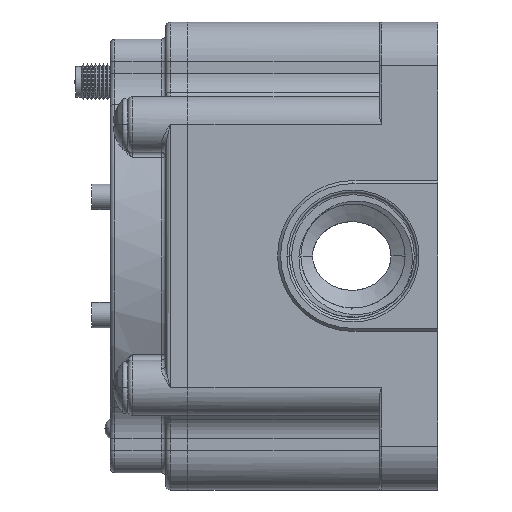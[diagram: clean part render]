
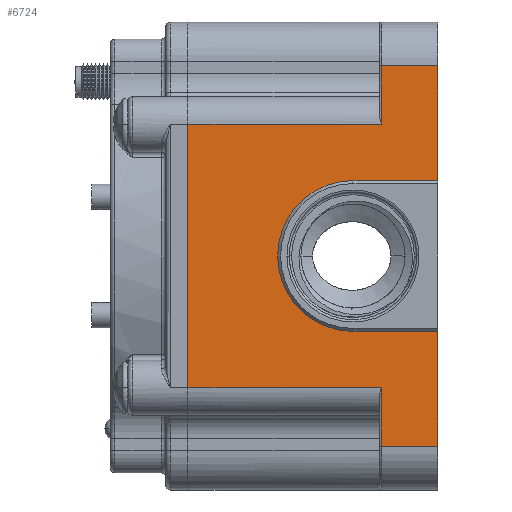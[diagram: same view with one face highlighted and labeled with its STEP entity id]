
A CAD part, left-side view. The second image highlights one B-rep face of the part: STEP entity #6724.
In plain terms, the highlighted planar face has unit normal (-1, 0, 0).
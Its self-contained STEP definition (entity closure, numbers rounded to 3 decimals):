
#565=DIRECTION('',(0.,0.,1.));
#566=VECTOR('',#565,45.47);
#567=CARTESIAN_POINT('',(-40.07,43.18,-22.735));
#568=LINE('',#567,#566);
#837=DIRECTION('',(0.,-1.,0.));
#838=VECTOR('',#837,33.42);
#839=CARTESIAN_POINT('',(-40.07,43.18,-22.735));
#840=LINE('',#839,#838);
#850=DIRECTION('',(0.,0.,1.));
#851=VECTOR('',#850,10.119);
#852=CARTESIAN_POINT('',(-40.07,9.76,22.735));
#853=LINE('',#852,#851);
#854=DIRECTION('',(0.,0.,-1.));
#855=VECTOR('',#854,19.834);
#856=CARTESIAN_POINT('',(-40.07,0.,32.854));
#857=LINE('',#856,#855);
#858=DIRECTION('',(0.,1.,0.));
#859=VECTOR('',#858,14.67);
#860=CARTESIAN_POINT('',(-40.07,0.,13.02));
#861=LINE('',#860,#859);
#862=CARTESIAN_POINT('',(-40.07,14.67,0.));
#863=DIRECTION('',(-1.,0.,0.));
#864=DIRECTION('',(0.,0.,1.));
#865=AXIS2_PLACEMENT_3D('',#862,#863,#864);
#867=DIRECTION('',(0.,1.,0.));
#868=VECTOR('',#867,14.67);
#869=CARTESIAN_POINT('',(-40.07,0.,-13.02));
#870=LINE('',#869,#868);
#871=DIRECTION('',(0.,0.,-1.));
#872=VECTOR('',#871,19.834);
#873=CARTESIAN_POINT('',(-40.07,0.,-13.02));
#874=LINE('',#873,#872);
#875=DIRECTION('',(0.,1.,0.));
#876=VECTOR('',#875,9.76);
#877=CARTESIAN_POINT('',(-40.07,0.,-32.854));
#878=LINE('',#877,#876);
#879=DIRECTION('',(0.,0.,1.));
#880=VECTOR('',#879,10.119);
#881=CARTESIAN_POINT('',(-40.07,9.76,-32.854));
#882=LINE('',#881,#880);
#971=DIRECTION('',(0.,1.,0.));
#972=VECTOR('',#971,33.42);
#973=CARTESIAN_POINT('',(-40.07,9.76,22.735));
#974=LINE('',#973,#972);
#1023=DIRECTION('',(0.,1.,0.));
#1024=VECTOR('',#1023,9.76);
#1025=CARTESIAN_POINT('',(-40.07,0.,32.854));
#1026=LINE('',#1025,#1024);
#4823=CARTESIAN_POINT('',(-40.07,0.,32.854));
#4825=VERTEX_POINT('',#4823);
#4836=CARTESIAN_POINT('',(-40.07,0.,-32.854));
#4838=VERTEX_POINT('',#4836);
#4972=CARTESIAN_POINT('',(-40.07,43.18,-22.735));
#4974=VERTEX_POINT('',#4972);
#4975=CARTESIAN_POINT('',(-40.07,43.18,22.735));
#4976=VERTEX_POINT('',#4975);
#5007=CARTESIAN_POINT('',(-40.07,0.,-13.02));
#5008=CARTESIAN_POINT('',(-40.07,14.67,-13.02));
#5009=VERTEX_POINT('',#5007);
#5010=VERTEX_POINT('',#5008);
#5011=CARTESIAN_POINT('',(-40.07,0.,13.02));
#5012=CARTESIAN_POINT('',(-40.07,14.67,13.02));
#5013=VERTEX_POINT('',#5011);
#5014=VERTEX_POINT('',#5012);
#5605=CARTESIAN_POINT('',(-40.07,9.76,32.854));
#5606=VERTEX_POINT('',#5605);
#5609=CARTESIAN_POINT('',(-40.07,9.76,22.735));
#5610=VERTEX_POINT('',#5609);
#5615=CARTESIAN_POINT('',(-40.07,9.76,-32.854));
#5616=CARTESIAN_POINT('',(-40.07,9.76,-22.735));
#5617=VERTEX_POINT('',#5615);
#5618=VERTEX_POINT('',#5616);
#6698=CARTESIAN_POINT('',(-40.07,0.,-32.854));
#6699=DIRECTION('',(-1.,0.,0.));
#6700=DIRECTION('',(0.,0.,1.));
#6701=AXIS2_PLACEMENT_3D('',#6698,#6699,#6700);
#6702=PLANE('',#6701);
#6704=ORIENTED_EDGE('',*,*,#6703,.T.);
#6706=ORIENTED_EDGE('',*,*,#6705,.F.);
#6707=ORIENTED_EDGE('',*,*,#5874,.T.);
#6709=ORIENTED_EDGE('',*,*,#6708,.T.);
#6711=ORIENTED_EDGE('',*,*,#6710,.T.);
#6713=ORIENTED_EDGE('',*,*,#6712,.F.);
#6714=ORIENTED_EDGE('',*,*,#5862,.T.);
#6716=ORIENTED_EDGE('',*,*,#6715,.T.);
#6717=ORIENTED_EDGE('',*,*,#6678,.T.);
#6718=ORIENTED_EDGE('',*,*,#6689,.F.);
#6719=ORIENTED_EDGE('',*,*,#6442,.T.);
#6721=ORIENTED_EDGE('',*,*,#6720,.F.);
#6722=EDGE_LOOP('',(#6704,#6706,#6707,#6709,#6711,#6713,#6714,#6716,#6717,#6718,
#6719,#6721));
#6723=FACE_OUTER_BOUND('',#6722,.F.);
#6724=ADVANCED_FACE('',(#6723),#6702,.T.);
#866=CIRCLE('',#865,13.02);
#5862=EDGE_CURVE('',#5009,#4838,#874,.T.);
#5874=EDGE_CURVE('',#4825,#5013,#857,.T.);
#6442=EDGE_CURVE('',#4974,#4976,#568,.T.);
#6678=EDGE_CURVE('',#5617,#5618,#882,.T.);
#6689=EDGE_CURVE('',#4974,#5618,#840,.T.);
#6703=EDGE_CURVE('',#5610,#5606,#853,.T.);
#6705=EDGE_CURVE('',#4825,#5606,#1026,.T.);
#6708=EDGE_CURVE('',#5013,#5014,#861,.T.);
#6710=EDGE_CURVE('',#5014,#5010,#866,.T.);
#6712=EDGE_CURVE('',#5009,#5010,#870,.T.);
#6715=EDGE_CURVE('',#4838,#5617,#878,.T.);
#6720=EDGE_CURVE('',#5610,#4976,#974,.T.);
